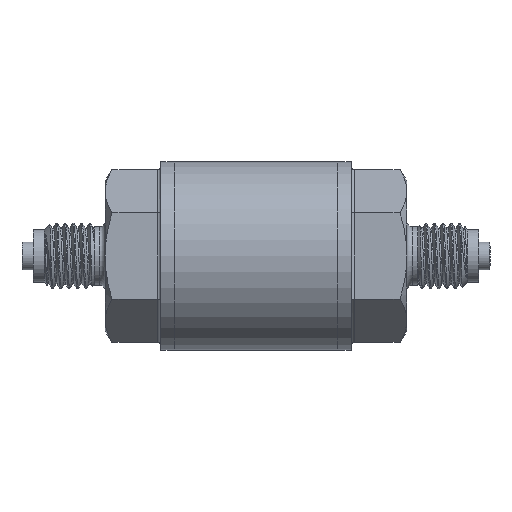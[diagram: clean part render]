
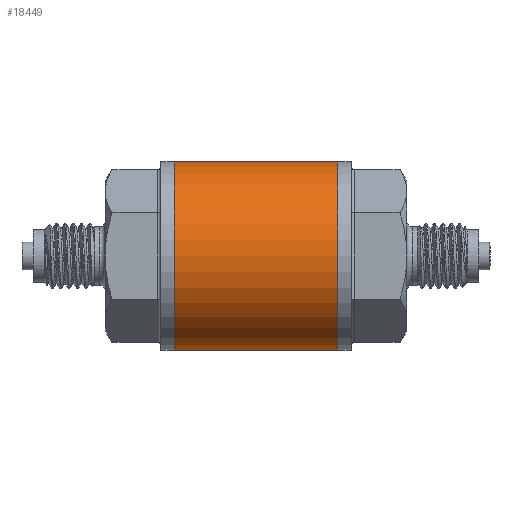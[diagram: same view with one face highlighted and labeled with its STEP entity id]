
A CAD part, front view. The second image highlights one B-rep face of the part: STEP entity #18449.
In plain terms, the highlighted cylindrical face has radius 17 mm (diameter 34 mm), a full revolution.
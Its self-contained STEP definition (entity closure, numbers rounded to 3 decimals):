
#215=FACE_BOUND('',#2478,.T.);
#1380=FACE_OUTER_BOUND('',#2477,.T.);
#2477=EDGE_LOOP('',(#13960,#13961,#13962,#13963));
#2478=EDGE_LOOP('',(#13964,#13965));
#3273=CIRCLE('',#19478,17.);
#3274=CIRCLE('',#19479,17.);
#4352=B_SPLINE_CURVE_WITH_KNOTS('',3,(#37564,#37565,#37566,#37567,#37568,
#37569,#37570,#37571,#37572,#37573,#37574,#37575,#37576,#37577,#37578,#37579,
#37580,#37581,#37582,#37583),.UNSPECIFIED.,.F.,.F.,(4,2,2,2,2,2,2,2,2,4),
(-5.022,-4.957,-4.66,-4.362,
-4.065,-3.767,-3.47,-2.9,
-2.615,-2.33),.UNSPECIFIED.);
#4353=B_SPLINE_CURVE_WITH_KNOTS('',3,(#37584,#37585,#37586,#37587,#37588,
#37589,#37590,#37591,#37592,#37593,#37594,#37595,#37596,#37597,#37598,#37599,
#37600,#37601,#37602,#37603,#37604,#37605,#37606,#37607,#37608,#37609,#37610,
#37611,#37612,#37613,#37614,#37615,#37616,#37617,#37618,#37619,#37620,#37621,
#37622,#37623,#37624,#37625,#37626),.UNSPECIFIED.,.F.,.F.,(4,2,2,2,2,2,
2,3,2,2,2,2,2,2,2,2,2,2,2,2,4),(-2.33,-2.045,-1.76,
-1.19,-0.893,-0.595,-0.298,
0.,0.298,0.595,0.893,1.19,
1.76,2.045,2.33,2.615,2.9,
3.47,3.767,4.065,4.297),
 .UNSPECIFIED.);
#5418=LINE('',#37642,#6369);
#6369=VECTOR('',#21367,17.);
#7650=VERTEX_POINT('',#37562);
#7651=VERTEX_POINT('',#37563);
#7654=VERTEX_POINT('',#37639);
#7655=VERTEX_POINT('',#37641);
#9969=EDGE_CURVE('',#7650,#7651,#4352,.T.);
#9970=EDGE_CURVE('',#7651,#7650,#4353,.T.);
#9975=EDGE_CURVE('',#7654,#7654,#3273,.T.);
#9976=EDGE_CURVE('',#7654,#7655,#5418,.T.);
#9977=EDGE_CURVE('',#7655,#7655,#3274,.T.);
#13960=ORIENTED_EDGE('',*,*,#9975,.F.);
#13961=ORIENTED_EDGE('',*,*,#9976,.T.);
#13962=ORIENTED_EDGE('',*,*,#9977,.F.);
#13963=ORIENTED_EDGE('',*,*,#9976,.F.);
#13964=ORIENTED_EDGE('',*,*,#9969,.T.);
#13965=ORIENTED_EDGE('',*,*,#9970,.T.);
#17758=CYLINDRICAL_SURFACE('',#19477,17.);
#18449=ADVANCED_FACE('',(#1380,#215),#17758,.T.);
#19477=AXIS2_PLACEMENT_3D('',#37638,#21363,#21364);
#19478=AXIS2_PLACEMENT_3D('',#37640,#21365,#21366);
#19479=AXIS2_PLACEMENT_3D('',#37643,#21368,#21369);
#21363=DIRECTION('center_axis',(1.,0.,0.));
#21364=DIRECTION('ref_axis',(0.,0.,-1.));
#21365=DIRECTION('center_axis',(1.,0.,0.));
#21366=DIRECTION('ref_axis',(0.,0.,-1.));
#21367=DIRECTION('',(-1.,0.,0.));
#21368=DIRECTION('center_axis',(-1.,0.,0.));
#21369=DIRECTION('ref_axis',(0.,0.,-1.));
#37562=CARTESIAN_POINT('',(3.5,9.909,13.813));
#37563=CARTESIAN_POINT('',(-14.25,17.,0.));
#37564=CARTESIAN_POINT('Ctrl Pts',(3.5,9.909,13.813));
#37565=CARTESIAN_POINT('Ctrl Pts',(3.3,9.838,13.864));
#37566=CARTESIAN_POINT('Ctrl Pts',(3.099,9.772,13.911));
#37567=CARTESIAN_POINT('Ctrl Pts',(1.961,9.433,14.147));
#37568=CARTESIAN_POINT('Ctrl Pts',(0.992,9.27,14.25));
#37569=CARTESIAN_POINT('Ctrl Pts',(-0.992,9.27,
14.25));
#37570=CARTESIAN_POINT('Ctrl Pts',(-1.961,9.433,14.147));
#37571=CARTESIAN_POINT('Ctrl Pts',(-3.829,9.99,13.759));
#37572=CARTESIAN_POINT('Ctrl Pts',(-4.729,10.381,13.475));
#37573=CARTESIAN_POINT('Ctrl Pts',(-6.439,11.264,12.746));
#37574=CARTESIAN_POINT('Ctrl Pts',(-7.251,11.755,12.301));
#37575=CARTESIAN_POINT('Ctrl Pts',(-8.759,12.741,11.277));
#37576=CARTESIAN_POINT('Ctrl Pts',(-9.454,13.234,10.698));
#37577=CARTESIAN_POINT('Ctrl Pts',(-11.268,14.569,8.885));
#37578=CARTESIAN_POINT('Ctrl Pts',(-12.355,15.44,7.35));
#37579=CARTESIAN_POINT('Ctrl Pts',(-13.475,16.354,4.732));
#37580=CARTESIAN_POINT('Ctrl Pts',(-13.766,16.596,3.807));
#37581=CARTESIAN_POINT('Ctrl Pts',(-14.154,16.919,1.916));
#37582=CARTESIAN_POINT('Ctrl Pts',(-14.25,17.,0.95));
#37583=CARTESIAN_POINT('Ctrl Pts',(-14.25,17.,0.));
#37584=CARTESIAN_POINT('Ctrl Pts',(-14.25,17.,0.));
#37585=CARTESIAN_POINT('Ctrl Pts',(-14.25,17.,-0.95));
#37586=CARTESIAN_POINT('Ctrl Pts',(-14.154,16.919,-1.916));
#37587=CARTESIAN_POINT('Ctrl Pts',(-13.766,16.596,-3.807));
#37588=CARTESIAN_POINT('Ctrl Pts',(-13.475,16.354,-4.732));
#37589=CARTESIAN_POINT('Ctrl Pts',(-12.355,15.44,-7.35));
#37590=CARTESIAN_POINT('Ctrl Pts',(-11.268,14.569,-8.885));
#37591=CARTESIAN_POINT('Ctrl Pts',(-9.454,13.234,-10.698));
#37592=CARTESIAN_POINT('Ctrl Pts',(-8.759,12.741,-11.277));
#37593=CARTESIAN_POINT('Ctrl Pts',(-7.251,11.755,-12.301));
#37594=CARTESIAN_POINT('Ctrl Pts',(-6.439,11.264,-12.746));
#37595=CARTESIAN_POINT('Ctrl Pts',(-4.729,10.381,-13.475));
#37596=CARTESIAN_POINT('Ctrl Pts',(-3.829,9.99,-13.759));
#37597=CARTESIAN_POINT('Ctrl Pts',(-1.961,9.433,-14.147));
#37598=CARTESIAN_POINT('Ctrl Pts',(-0.992,9.27,
-14.25));
#37599=CARTESIAN_POINT('Ctrl Pts',(0.,9.27,-14.25));
#37600=CARTESIAN_POINT('Ctrl Pts',(0.992,9.27,-14.25));
#37601=CARTESIAN_POINT('Ctrl Pts',(1.961,9.433,-14.147));
#37602=CARTESIAN_POINT('Ctrl Pts',(3.829,9.99,-13.759));
#37603=CARTESIAN_POINT('Ctrl Pts',(4.729,10.381,-13.475));
#37604=CARTESIAN_POINT('Ctrl Pts',(6.439,11.264,-12.746));
#37605=CARTESIAN_POINT('Ctrl Pts',(7.251,11.755,-12.301));
#37606=CARTESIAN_POINT('Ctrl Pts',(8.759,12.741,-11.277));
#37607=CARTESIAN_POINT('Ctrl Pts',(9.454,13.234,-10.698));
#37608=CARTESIAN_POINT('Ctrl Pts',(11.268,14.569,-8.885));
#37609=CARTESIAN_POINT('Ctrl Pts',(12.355,15.44,-7.35));
#37610=CARTESIAN_POINT('Ctrl Pts',(13.475,16.354,-4.732));
#37611=CARTESIAN_POINT('Ctrl Pts',(13.766,16.596,-3.807));
#37612=CARTESIAN_POINT('Ctrl Pts',(14.154,16.919,-1.916));
#37613=CARTESIAN_POINT('Ctrl Pts',(14.25,17.,-0.95));
#37614=CARTESIAN_POINT('Ctrl Pts',(14.25,17.,0.95));
#37615=CARTESIAN_POINT('Ctrl Pts',(14.154,16.919,1.916));
#37616=CARTESIAN_POINT('Ctrl Pts',(13.766,16.596,3.807));
#37617=CARTESIAN_POINT('Ctrl Pts',(13.475,16.354,4.732));
#37618=CARTESIAN_POINT('Ctrl Pts',(12.355,15.44,7.35));
#37619=CARTESIAN_POINT('Ctrl Pts',(11.268,14.569,8.885));
#37620=CARTESIAN_POINT('Ctrl Pts',(9.454,13.234,10.698));
#37621=CARTESIAN_POINT('Ctrl Pts',(8.759,12.741,11.277));
#37622=CARTESIAN_POINT('Ctrl Pts',(7.251,11.755,12.301));
#37623=CARTESIAN_POINT('Ctrl Pts',(6.439,11.264,12.746));
#37624=CARTESIAN_POINT('Ctrl Pts',(4.915,10.477,13.395));
#37625=CARTESIAN_POINT('Ctrl Pts',(4.219,10.163,13.631));
#37626=CARTESIAN_POINT('Ctrl Pts',(3.5,9.909,13.813));
#37638=CARTESIAN_POINT('Origin',(0.,0.,0.));
#37639=CARTESIAN_POINT('',(14.7,0.,17.));
#37640=CARTESIAN_POINT('Origin',(14.7,0.,0.));
#37641=CARTESIAN_POINT('',(-14.7,0.,17.));
#37642=CARTESIAN_POINT('',(0.,0.,17.));
#37643=CARTESIAN_POINT('Origin',(-14.7,0.,0.));
